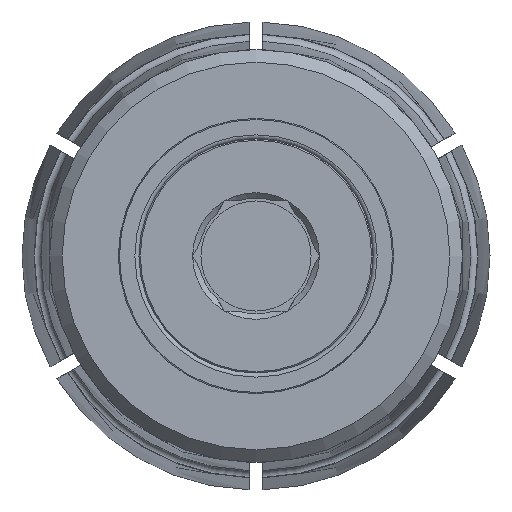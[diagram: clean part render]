
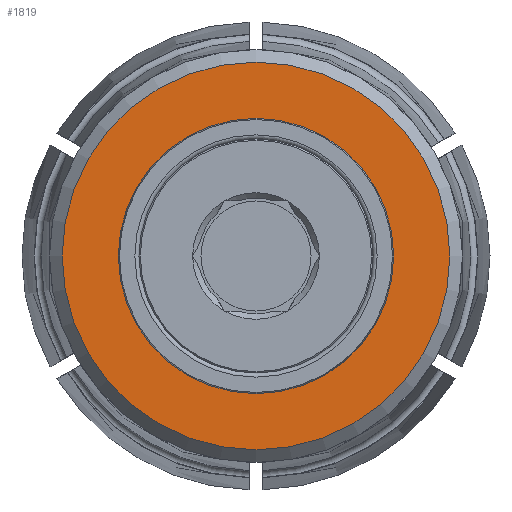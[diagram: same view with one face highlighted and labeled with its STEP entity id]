
A CAD part, left-side view. The second image highlights one B-rep face of the part: STEP entity #1819.
In plain terms, the highlighted planar face has unit normal (-1, 0, 0).
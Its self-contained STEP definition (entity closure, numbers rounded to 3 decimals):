
#131=CIRCLE('',#2015,9.92);
#132=CIRCLE('',#2017,14.08);
#542=ORIENTED_EDGE('',*,*,#1013,.F.);
#543=ORIENTED_EDGE('',*,*,#1012,.T.);
#1012=EDGE_CURVE('',#1216,#1216,#131,.T.);
#1013=EDGE_CURVE('',#1217,#1217,#132,.T.);
#1216=VERTEX_POINT('',#3252);
#1217=VERTEX_POINT('',#3255);
#1528=EDGE_LOOP('',(#542));
#1529=EDGE_LOOP('',(#543));
#1652=FACE_BOUND('',#1528,.T.);
#1653=FACE_BOUND('',#1529,.T.);
#1729=PLANE('',#2016);
#1819=ADVANCED_FACE('',(#1652,#1653),#1729,.F.);
#2015=AXIS2_PLACEMENT_3D('',#3251,#2464,#2465);
#2016=AXIS2_PLACEMENT_3D('',#3253,#2466,#2467);
#2017=AXIS2_PLACEMENT_3D('',#3254,#2468,#2469);
#2464=DIRECTION('',(1.,0.,0.));
#2465=DIRECTION('',(0.,0.,-1.));
#2466=DIRECTION('',(1.,0.,0.));
#2467=DIRECTION('',(0.,0.,-1.));
#2468=DIRECTION('',(1.,0.,0.));
#2469=DIRECTION('',(0.,0.,-1.));
#3251=CARTESIAN_POINT('',(20.,0.,0.));
#3252=CARTESIAN_POINT('',(20.,0.,-9.92));
#3253=CARTESIAN_POINT('',(20.,9.92,0.));
#3254=CARTESIAN_POINT('',(20.,0.,0.));
#3255=CARTESIAN_POINT('',(20.,0.,-14.08));
